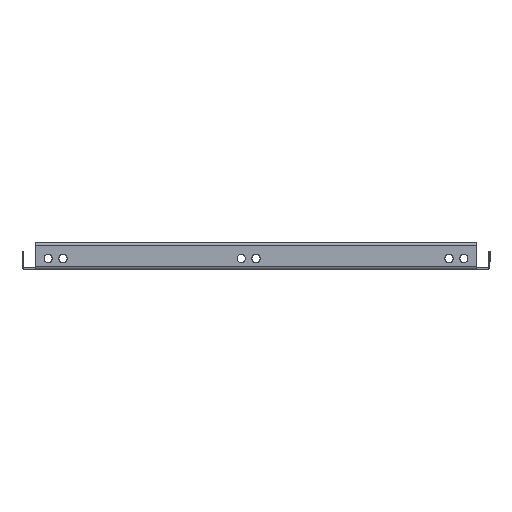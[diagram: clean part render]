
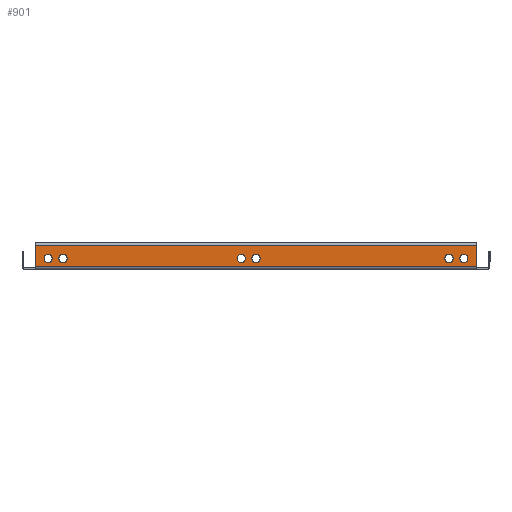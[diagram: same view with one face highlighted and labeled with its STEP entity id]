
A CAD part, left-side view. The second image highlights one B-rep face of the part: STEP entity #901.
In plain terms, the highlighted planar face has unit normal (-1, 0, 0).
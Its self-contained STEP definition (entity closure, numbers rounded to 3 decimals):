
#153 = CIRCLE ( 'NONE', #7647, 3.45 ) ;
#200 = CARTESIAN_POINT ( 'NONE',  ( -221.7, 0., 0. ) ) ;
#205 = EDGE_LOOP ( 'NONE', ( #5566, #3877 ) ) ;
#281 = DIRECTION ( 'NONE',  ( 1., 0., 0. ) ) ;
#443 = DIRECTION ( 'NONE',  ( 0., 0., -1. ) ) ;
#446 = DIRECTION ( 'NONE',  ( 0., 0., -1. ) ) ;
#572 = ORIENTED_EDGE ( 'NONE', *, *, #3009, .T. ) ;
#597 = VERTEX_POINT ( 'NONE', #5291 ) ;
#641 = VERTEX_POINT ( 'NONE', #7728 ) ;
#665 = ORIENTED_EDGE ( 'NONE', *, *, #914, .T. ) ;
#802 = AXIS2_PLACEMENT_3D ( 'NONE', #6922, #894, #2609 ) ;
#818 = DIRECTION ( 'NONE',  ( 1., 0., 0. ) ) ;
#894 = DIRECTION ( 'NONE',  ( 1., 0., 0. ) ) ;
#898 = FACE_BOUND ( 'NONE', #4174, .T. ) ;
#901 = ADVANCED_FACE ( 'NONE', ( #2491, #898, #4671, #5536, #6100, #3247, #7347 ), #3913, .T. ) ;
#914 = EDGE_CURVE ( 'NONE', #1713, #4697, #3920, .T. ) ;
#927 = CIRCLE ( 'NONE', #5880, 3.45 ) ;
#980 = AXIS2_PLACEMENT_3D ( 'NONE', #4231, #2437, #3048 ) ;
#984 = CIRCLE ( 'NONE', #1781, 3.45 ) ;
#1077 = EDGE_CURVE ( 'NONE', #4138, #6817, #7084, .T. ) ;
#1093 = CARTESIAN_POINT ( 'NONE',  ( -221.7, 0., 7.8 ) ) ;
#1112 = DIRECTION ( 'NONE',  ( 0., 0., -1. ) ) ;
#1159 = VERTEX_POINT ( 'NONE', #3802 ) ;
#1212 = VERTEX_POINT ( 'NONE', #3160 ) ;
#1370 = EDGE_CURVE ( 'NONE', #6731, #3873, #6593, .T. ) ;
#1427 = DIRECTION ( 'NONE',  ( 0., -1., 0. ) ) ;
#1600 = DIRECTION ( 'NONE',  ( 1., 0., 0. ) ) ;
#1613 = VERTEX_POINT ( 'NONE', #1623 ) ;
#1622 = ORIENTED_EDGE ( 'NONE', *, *, #2057, .T. ) ;
#1623 = CARTESIAN_POINT ( 'NONE',  ( -221.7, 185.8, 1. ) ) ;
#1633 = EDGE_CURVE ( 'NONE', #6057, #597, #2681, .T. ) ;
#1637 = CIRCLE ( 'NONE', #980, 3.45 ) ;
#1678 = DIRECTION ( 'NONE',  ( 0., 0., -1. ) ) ;
#1713 = VERTEX_POINT ( 'NONE', #5058 ) ;
#1726 = DIRECTION ( 'NONE',  ( 1., 0., 0. ) ) ;
#1749 = CARTESIAN_POINT ( 'NONE',  ( -221.7, -175., 7.8 ) ) ;
#1750 = AXIS2_PLACEMENT_3D ( 'NONE', #200, #6932, #3890 ) ;
#1781 = AXIS2_PLACEMENT_3D ( 'NONE', #1749, #5989, #446 ) ;
#1806 = LINE ( 'NONE', #5240, #6664 ) ;
#1859 = CARTESIAN_POINT ( 'NONE',  ( -221.7, 12.5, 4.35 ) ) ;
#1950 = AXIS2_PLACEMENT_3D ( 'NONE', #3414, #6259, #443 ) ;
#2031 = DIRECTION ( 'NONE',  ( 0., 0., -1. ) ) ;
#2057 = EDGE_CURVE ( 'NONE', #4697, #1713, #5125, .T. ) ;
#2090 = EDGE_CURVE ( 'NONE', #641, #7290, #7510, .T. ) ;
#2138 = CARTESIAN_POINT ( 'NONE',  ( -221.7, -175., 11.25 ) ) ;
#2182 = DIRECTION ( 'NONE',  ( 1., 0., 0. ) ) ;
#2185 = ORIENTED_EDGE ( 'NONE', *, *, #3449, .T. ) ;
#2209 = VECTOR ( 'NONE', #4116, 1000. ) ;
#2249 = DIRECTION ( 'NONE',  ( 1., 0., 0. ) ) ;
#2250 = EDGE_LOOP ( 'NONE', ( #5027, #3275 ) ) ;
#2301 = CARTESIAN_POINT ( 'NONE',  ( -221.7, -185.8, 18.8 ) ) ;
#2340 = CARTESIAN_POINT ( 'NONE',  ( -221.7, 175., 4.35 ) ) ;
#2437 = DIRECTION ( 'NONE',  ( 1., 0., 0. ) ) ;
#2491 = FACE_BOUND ( 'NONE', #7791, .T. ) ;
#2530 = EDGE_CURVE ( 'NONE', #4037, #4138, #1806, .T. ) ;
#2537 = EDGE_LOOP ( 'NONE', ( #3954, #2919 ) ) ;
#2609 = DIRECTION ( 'NONE',  ( 0., 0., -1. ) ) ;
#2650 = LINE ( 'NONE', #5051, #3689 ) ;
#2681 = CIRCLE ( 'NONE', #1950, 3.45 ) ;
#2739 = DIRECTION ( 'NONE',  ( 1., 0., 0. ) ) ;
#2742 = AXIS2_PLACEMENT_3D ( 'NONE', #1093, #2249, #1112 ) ;
#2772 = ORIENTED_EDGE ( 'NONE', *, *, #2530, .T. ) ;
#2839 = DIRECTION ( 'NONE',  ( 0., 0., 1. ) ) ;
#2919 = ORIENTED_EDGE ( 'NONE', *, *, #4836, .T. ) ;
#3009 = EDGE_CURVE ( 'NONE', #1613, #4037, #2650, .T. ) ;
#3048 = DIRECTION ( 'NONE',  ( 0., 0., -1. ) ) ;
#3107 = ORIENTED_EDGE ( 'NONE', *, *, #1370, .T. ) ;
#3160 = CARTESIAN_POINT ( 'NONE',  ( -221.7, 0., 11.25 ) ) ;
#3216 = AXIS2_PLACEMENT_3D ( 'NONE', #5022, #818, #2031 ) ;
#3247 = FACE_BOUND ( 'NONE', #205, .T. ) ;
#3275 = ORIENTED_EDGE ( 'NONE', *, *, #7300, .T. ) ;
#3297 = CARTESIAN_POINT ( 'NONE',  ( -221.7, 175., 7.8 ) ) ;
#3329 = DIRECTION ( 'NONE',  ( 0., 0., -1. ) ) ;
#3414 = CARTESIAN_POINT ( 'NONE',  ( -221.7, 175., 7.8 ) ) ;
#3447 = CARTESIAN_POINT ( 'NONE',  ( -221.7, -162.5, 11.25 ) ) ;
#3449 = EDGE_CURVE ( 'NONE', #1212, #1159, #6740, .T. ) ;
#3689 = VECTOR ( 'NONE', #1427, 1000. ) ;
#3747 = CARTESIAN_POINT ( 'NONE',  ( -221.7, 185.8, 18.8 ) ) ;
#3781 = AXIS2_PLACEMENT_3D ( 'NONE', #7715, #6419, #7661 ) ;
#3802 = CARTESIAN_POINT ( 'NONE',  ( -221.7, 0., 4.35 ) ) ;
#3873 = VERTEX_POINT ( 'NONE', #3447 ) ;
#3877 = ORIENTED_EDGE ( 'NONE', *, *, #7054, .T. ) ;
#3890 = DIRECTION ( 'NONE',  ( 0., 0., 1. ) ) ;
#3913 = PLANE ( 'NONE',  #1750 ) ;
#3920 = CIRCLE ( 'NONE', #3216, 3.45 ) ;
#3942 = CIRCLE ( 'NONE', #2742, 3.45 ) ;
#3954 = ORIENTED_EDGE ( 'NONE', *, *, #7498, .T. ) ;
#4037 = VERTEX_POINT ( 'NONE', #5594 ) ;
#4116 = DIRECTION ( 'NONE',  ( 0., 1., 0. ) ) ;
#4138 = VERTEX_POINT ( 'NONE', #2301 ) ;
#4174 = EDGE_LOOP ( 'NONE', ( #4347, #2185 ) ) ;
#4231 = CARTESIAN_POINT ( 'NONE',  ( -221.7, 162.5, 7.8 ) ) ;
#4347 = ORIENTED_EDGE ( 'NONE', *, *, #4928, .T. ) ;
#4375 = AXIS2_PLACEMENT_3D ( 'NONE', #7689, #1600, #5837 ) ;
#4396 = CIRCLE ( 'NONE', #4761, 3.45 ) ;
#4424 = EDGE_CURVE ( 'NONE', #3873, #6731, #927, .T. ) ;
#4436 = CARTESIAN_POINT ( 'NONE',  ( -221.7, 162.5, 11.25 ) ) ;
#4671 = FACE_BOUND ( 'NONE', #2250, .T. ) ;
#4697 = VERTEX_POINT ( 'NONE', #1859 ) ;
#4761 = AXIS2_PLACEMENT_3D ( 'NONE', #5676, #2739, #3329 ) ;
#4797 = AXIS2_PLACEMENT_3D ( 'NONE', #6625, #1726, #1678 ) ;
#4824 = VERTEX_POINT ( 'NONE', #4436 ) ;
#4836 = EDGE_CURVE ( 'NONE', #4824, #6167, #4396, .T. ) ;
#4928 = EDGE_CURVE ( 'NONE', #1159, #1212, #3942, .T. ) ;
#4930 = EDGE_LOOP ( 'NONE', ( #6923, #572, #2772, #7467 ) ) ;
#5022 = CARTESIAN_POINT ( 'NONE',  ( -221.7, 12.5, 7.8 ) ) ;
#5027 = ORIENTED_EDGE ( 'NONE', *, *, #1633, .T. ) ;
#5051 = CARTESIAN_POINT ( 'NONE',  ( -221.7, 0., 1. ) ) ;
#5058 = CARTESIAN_POINT ( 'NONE',  ( -221.7, 12.5, 11.25 ) ) ;
#5125 = CIRCLE ( 'NONE', #4375, 3.45 ) ;
#5129 = CARTESIAN_POINT ( 'NONE',  ( -221.7, -162.5, 7.8 ) ) ;
#5131 = EDGE_LOOP ( 'NONE', ( #3107, #5659 ) ) ;
#5144 = LINE ( 'NONE', #5958, #7077 ) ;
#5240 = CARTESIAN_POINT ( 'NONE',  ( -221.7, -185.8, 0. ) ) ;
#5291 = CARTESIAN_POINT ( 'NONE',  ( -221.7, 175., 11.25 ) ) ;
#5366 = CARTESIAN_POINT ( 'NONE',  ( -221.7, 0., 18.8 ) ) ;
#5451 = CARTESIAN_POINT ( 'NONE',  ( -221.7, 162.5, 4.35 ) ) ;
#5536 = FACE_BOUND ( 'NONE', #5131, .T. ) ;
#5566 = ORIENTED_EDGE ( 'NONE', *, *, #2090, .T. ) ;
#5594 = CARTESIAN_POINT ( 'NONE',  ( -221.7, -185.8, 1. ) ) ;
#5659 = ORIENTED_EDGE ( 'NONE', *, *, #4424, .T. ) ;
#5676 = CARTESIAN_POINT ( 'NONE',  ( -221.7, 162.5, 7.8 ) ) ;
#5692 = DIRECTION ( 'NONE',  ( 0., 0., -1. ) ) ;
#5742 = DIRECTION ( 'NONE',  ( 0., 0., -1. ) ) ;
#5837 = DIRECTION ( 'NONE',  ( 0., 0., -1. ) ) ;
#5880 = AXIS2_PLACEMENT_3D ( 'NONE', #5129, #2182, #5742 ) ;
#5958 = CARTESIAN_POINT ( 'NONE',  ( -221.7, 185.8, 0. ) ) ;
#5989 = DIRECTION ( 'NONE',  ( 1., 0., 0. ) ) ;
#6057 = VERTEX_POINT ( 'NONE', #2340 ) ;
#6100 = FACE_BOUND ( 'NONE', #2537, .T. ) ;
#6167 = VERTEX_POINT ( 'NONE', #5451 ) ;
#6259 = DIRECTION ( 'NONE',  ( 1., 0., 0. ) ) ;
#6419 = DIRECTION ( 'NONE',  ( 1., 0., 0. ) ) ;
#6593 = CIRCLE ( 'NONE', #3781, 3.45 ) ;
#6625 = CARTESIAN_POINT ( 'NONE',  ( -221.7, -175., 7.8 ) ) ;
#6664 = VECTOR ( 'NONE', #2839, 1000. ) ;
#6731 = VERTEX_POINT ( 'NONE', #7385 ) ;
#6740 = CIRCLE ( 'NONE', #802, 3.45 ) ;
#6817 = VERTEX_POINT ( 'NONE', #3747 ) ;
#6922 = CARTESIAN_POINT ( 'NONE',  ( -221.7, 0., 7.8 ) ) ;
#6923 = ORIENTED_EDGE ( 'NONE', *, *, #7043, .T. ) ;
#6932 = DIRECTION ( 'NONE',  ( -1., 0., 0. ) ) ;
#7043 = EDGE_CURVE ( 'NONE', #6817, #1613, #5144, .T. ) ;
#7054 = EDGE_CURVE ( 'NONE', #7290, #641, #984, .T. ) ;
#7077 = VECTOR ( 'NONE', #7739, 1000. ) ;
#7084 = LINE ( 'NONE', #5366, #2209 ) ;
#7290 = VERTEX_POINT ( 'NONE', #2138 ) ;
#7300 = EDGE_CURVE ( 'NONE', #597, #6057, #153, .T. ) ;
#7347 = FACE_OUTER_BOUND ( 'NONE', #4930, .T. ) ;
#7385 = CARTESIAN_POINT ( 'NONE',  ( -221.7, -162.5, 4.35 ) ) ;
#7467 = ORIENTED_EDGE ( 'NONE', *, *, #1077, .T. ) ;
#7498 = EDGE_CURVE ( 'NONE', #6167, #4824, #1637, .T. ) ;
#7510 = CIRCLE ( 'NONE', #4797, 3.45 ) ;
#7647 = AXIS2_PLACEMENT_3D ( 'NONE', #3297, #281, #5692 ) ;
#7661 = DIRECTION ( 'NONE',  ( 0., 0., -1. ) ) ;
#7689 = CARTESIAN_POINT ( 'NONE',  ( -221.7, 12.5, 7.8 ) ) ;
#7715 = CARTESIAN_POINT ( 'NONE',  ( -221.7, -162.5, 7.8 ) ) ;
#7728 = CARTESIAN_POINT ( 'NONE',  ( -221.7, -175., 4.35 ) ) ;
#7739 = DIRECTION ( 'NONE',  ( 0., 0., -1. ) ) ;
#7791 = EDGE_LOOP ( 'NONE', ( #1622, #665 ) ) ;
